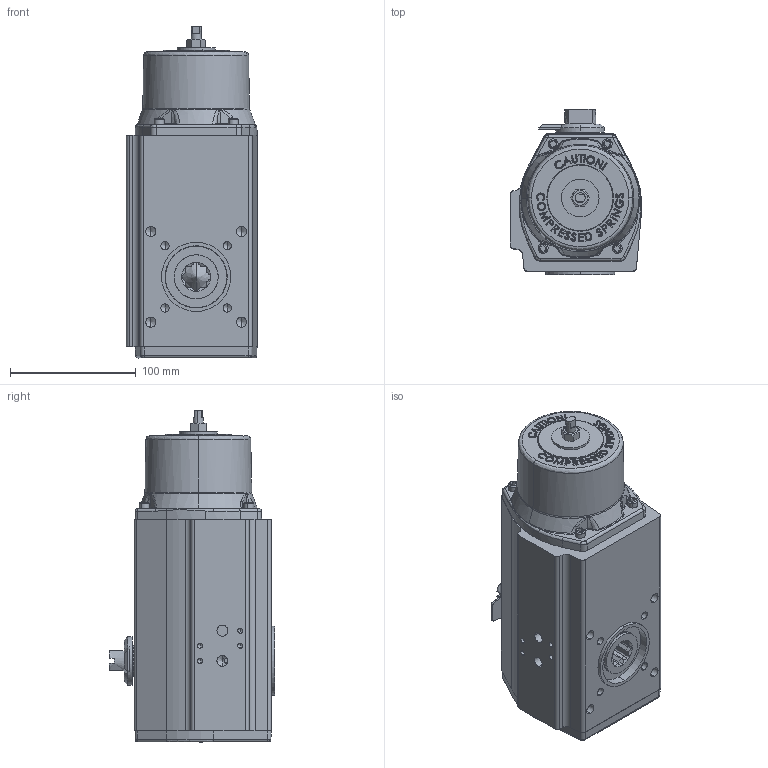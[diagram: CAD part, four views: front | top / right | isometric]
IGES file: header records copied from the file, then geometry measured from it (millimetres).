
Start section: SolidWorks IGES file using analytic representation for surfaces
Global section: file name: RC230-SR.IGS; native system: SolidWorks 2018; preprocessor: SolidWorks 2018; author: mikael.kalrot; date: 181107.151424; units: millimetre
Bounding box: 104.4 x 131.65 x 263.95 mm (x, y, z)
Surface area: 122985.8 mm2 (no closed solid volume)
Topology: 0 solids, 3 shells, 1471 faces, 3449 edges, 1986 vertices
Faces by surface type: revolution 609, bspline 487, plane 375
